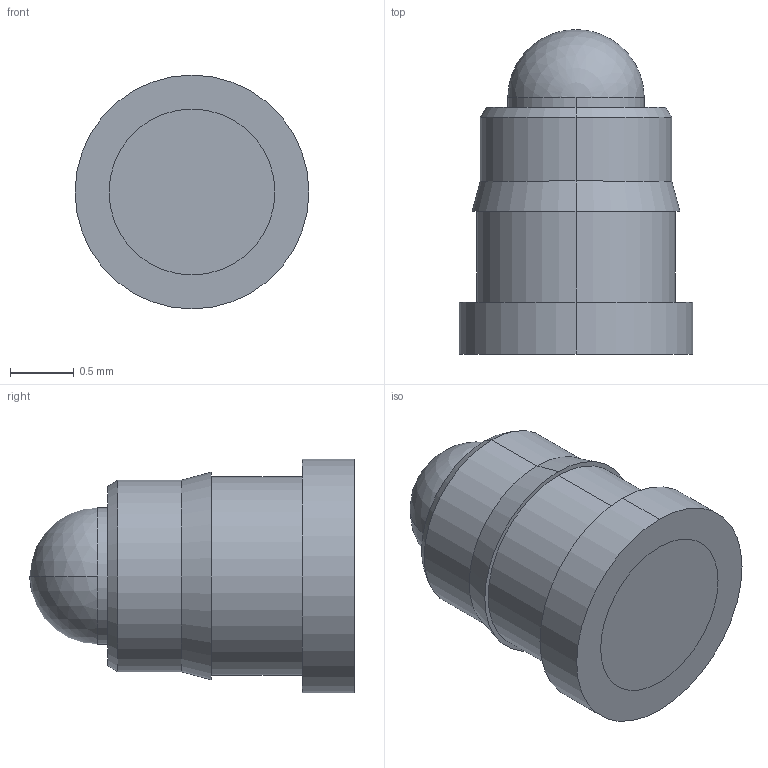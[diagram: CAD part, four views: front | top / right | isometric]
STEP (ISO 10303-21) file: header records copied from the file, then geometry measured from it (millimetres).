
FILE_DESCRIPTION (( 'STEP AP214' ), '1' );
FILE_NAME ('0965-0-15-20-80-14-11-0.STEP', '2019-12-31T08:53:51', ( '' ), ( '' ), 'SwSTEP 2.0', 'SolidWorks 2017', '' );
FILE_SCHEMA (( 'AUTOMOTIVE_DESIGN' ));
Length unit declared in the file: inch
Products named in the file (1): 0965-0-15-20-80-14-11-0
Bounding box: 1.83 x 2.54 x 1.83 mm (x, y, z)
Volume: 2.6 mm3; surface area: 38.7 mm2
Topology: 4 solids, 4 shells, 46 faces, 92 edges, 52 vertices
Faces by surface type: cylinder 18, cone 14, plane 8, sphere 2, torus 2, bspline 2
Entity records: 2569 total; most frequent: CARTESIAN_POINT 1527, DIRECTION 230, ORIENTED_EDGE 176, AXIS2_PLACEMENT_3D 99, EDGE_CURVE 88, CIRCLE 54, VERTEX_POINT 52, EDGE_LOOP 50
